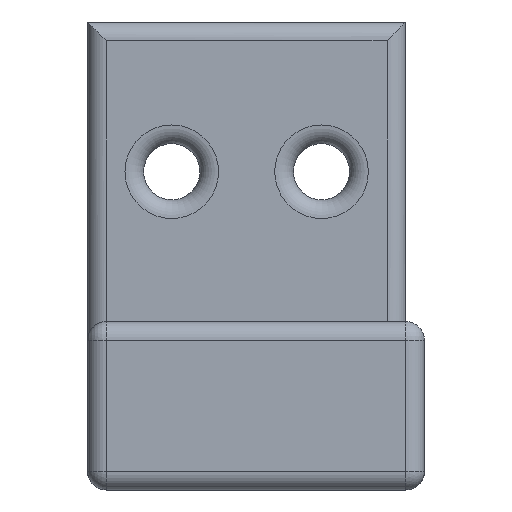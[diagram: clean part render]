
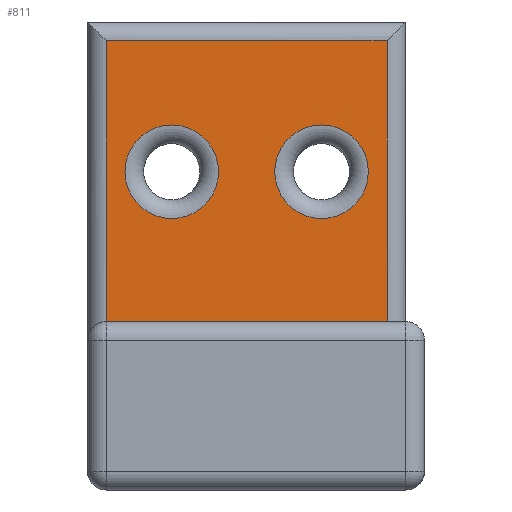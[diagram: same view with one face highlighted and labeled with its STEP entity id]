
A CAD part, front view. The second image highlights one B-rep face of the part: STEP entity #811.
In plain terms, the highlighted planar face has unit normal (0, -1, 0).
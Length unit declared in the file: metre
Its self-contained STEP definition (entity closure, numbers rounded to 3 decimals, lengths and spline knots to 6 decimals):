
#81=CIRCLE('',#903,0.0025);
#82=CIRCLE('',#904,0.0025);
#226=ORIENTED_EDGE('',*,*,#402,.T.);
#227=ORIENTED_EDGE('',*,*,#403,.T.);
#228=ORIENTED_EDGE('',*,*,#373,.T.);
#229=ORIENTED_EDGE('',*,*,#404,.T.);
#230=ORIENTED_EDGE('',*,*,#405,.T.);
#231=ORIENTED_EDGE('',*,*,#406,.T.);
#373=EDGE_CURVE('',#470,#471,#533,.T.);
#402=EDGE_CURVE('',#489,#489,#81,.T.);
#403=EDGE_CURVE('',#490,#490,#82,.T.);
#404=EDGE_CURVE('',#471,#491,#558,.F.);
#405=EDGE_CURVE('',#491,#492,#559,.F.);
#406=EDGE_CURVE('',#492,#470,#560,.T.);
#470=VERTEX_POINT('',#1330);
#471=VERTEX_POINT('',#1331);
#489=VERTEX_POINT('',#1388);
#490=VERTEX_POINT('',#1390);
#491=VERTEX_POINT('',#1392);
#492=VERTEX_POINT('',#1394);
#533=LINE('',#1329,#599);
#558=LINE('',#1391,#624);
#559=LINE('',#1393,#625);
#560=LINE('',#1395,#626);
#599=VECTOR('',#1061,1.);
#624=VECTOR('',#1118,1.);
#625=VECTOR('',#1119,1.);
#626=VECTOR('',#1120,1.);
#663=EDGE_LOOP('',(#226));
#664=EDGE_LOOP('',(#227));
#665=EDGE_LOOP('',(#228,#229,#230,#231));
#729=FACE_BOUND('',#663,.T.);
#730=FACE_BOUND('',#664,.T.);
#731=FACE_BOUND('',#665,.T.);
#779=PLANE('',#902);
#811=ADVANCED_FACE('',(#729,#730,#731),#779,.F.);
#902=AXIS2_PLACEMENT_3D('',#1386,#1112,#1113);
#903=AXIS2_PLACEMENT_3D('',#1387,#1114,#1115);
#904=AXIS2_PLACEMENT_3D('',#1389,#1116,#1117);
#1061=DIRECTION('',(1.,0.,0.));
#1112=DIRECTION('',(0.,1.,0.));
#1113=DIRECTION('',(1.,0.,0.));
#1114=DIRECTION('',(0.,1.,0.));
#1115=DIRECTION('',(1.,0.,0.));
#1116=DIRECTION('',(0.,1.,0.));
#1117=DIRECTION('',(1.,0.,0.));
#1118=DIRECTION('',(0.,0.,-1.));
#1119=DIRECTION('',(1.,0.,0.));
#1120=DIRECTION('',(0.,0.,-1.));
#1329=CARTESIAN_POINT('',(0.062414,0.016,-0.005829));
#1330=CARTESIAN_POINT('',(0.054914,0.016,-0.005829));
#1331=CARTESIAN_POINT('',(0.069914,0.016,-0.005829));
#1386=CARTESIAN_POINT('',(0.062414,0.016,0.010171));
#1387=CARTESIAN_POINT('',(0.066414,0.016,0.002171));
#1388=CARTESIAN_POINT('',(0.068914,0.016,0.002171));
#1389=CARTESIAN_POINT('',(0.058414,0.016,0.002171));
#1390=CARTESIAN_POINT('',(0.060914,0.016,0.002171));
#1391=CARTESIAN_POINT('',(0.069914,0.016,0.010171));
#1392=CARTESIAN_POINT('',(0.069914,0.016,0.009171));
#1393=CARTESIAN_POINT('',(0.053914,0.016,0.009171));
#1394=CARTESIAN_POINT('',(0.054914,0.016,0.009171));
#1395=CARTESIAN_POINT('',(0.054914,0.016,-0.005829));
